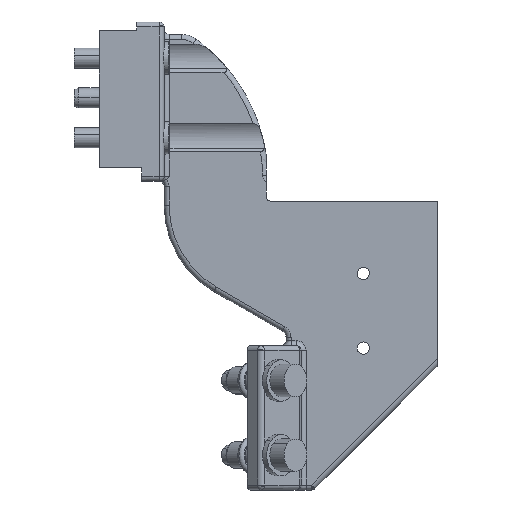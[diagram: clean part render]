
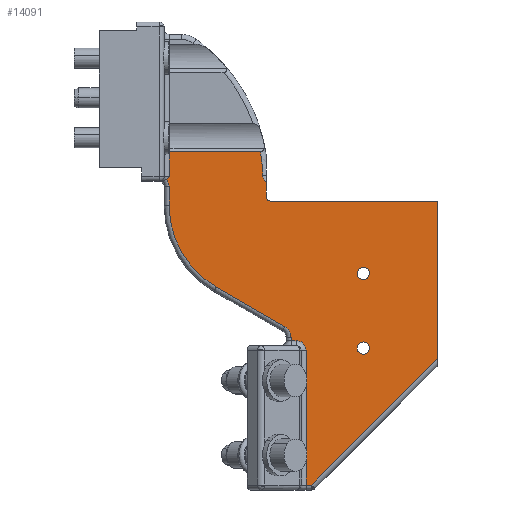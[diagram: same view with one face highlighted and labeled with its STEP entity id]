
A CAD part, front view. The second image highlights one B-rep face of the part: STEP entity #14091.
In plain terms, the highlighted planar face has unit normal (0, -1, 0).
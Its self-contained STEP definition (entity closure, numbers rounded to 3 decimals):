
#788=AXIS2_PLACEMENT_3D('Plane Axis2P3D',#785,#786,#787) ;
#12657=AXIS2_PLACEMENT_3D('Circle Axis2P3D',#12655,#12656,$) ;
#12719=AXIS2_PLACEMENT_3D('Circle Axis2P3D',#12717,#12718,$) ;
#12801=AXIS2_PLACEMENT_3D('Circle Axis2P3D',#12799,#12800,$) ;
#12849=AXIS2_PLACEMENT_3D('Circle Axis2P3D',#12847,#12848,$) ;
#12907=AXIS2_PLACEMENT_3D('Circle Axis2P3D',#12905,#12906,$) ;
#12965=AXIS2_PLACEMENT_3D('Circle Axis2P3D',#12963,#12964,$) ;
#13367=AXIS2_PLACEMENT_3D('Circle Axis2P3D',#13365,#13366,$) ;
#13398=AXIS2_PLACEMENT_3D('Circle Axis2P3D',#13396,#13397,$) ;
#13429=AXIS2_PLACEMENT_3D('Circle Axis2P3D',#13427,#13428,$) ;
#13460=AXIS2_PLACEMENT_3D('Circle Axis2P3D',#13458,#13459,$) ;
#13531=AXIS2_PLACEMENT_3D('Circle Axis2P3D',#13529,#13530,$) ;
#785=CARTESIAN_POINT('Axis2P3D Location',(0.,-8.,0.)) ;
#11251=CARTESIAN_POINT('Vertex',(29.,-8.,16.)) ;
#11359=CARTESIAN_POINT('Vertex',(35.,-8.,-42.)) ;
#12397=CARTESIAN_POINT('Vertex',(37.172,-8.,-42.)) ;
#12610=CARTESIAN_POINT('Vertex',(-20.,-8.,91.843)) ;
#12613=CARTESIAN_POINT('Line Origine',(-22.1,-8.,91.843)) ;
#12617=CARTESIAN_POINT('Vertex',(16.724,-8.,91.843)) ;
#12652=CARTESIAN_POINT('Vertex',(-20.,-8.,78.)) ;
#12655=CARTESIAN_POINT('Axis2P3D Location',(-24.,-8.,78.)) ;
#12659=CARTESIAN_POINT('Vertex',(-21.223,-8.,80.878)) ;
#12684=CARTESIAN_POINT('Control Point',(-21.223,-8.,80.878)) ;
#12685=CARTESIAN_POINT('Control Point',(-20.865,-8.,81.154)) ;
#12686=CARTESIAN_POINT('Control Point',(-20.561,-8.,81.44)) ;
#12687=CARTESIAN_POINT('Control Point',(-20.28,-8.,81.72)) ;
#12688=CARTESIAN_POINT('Control Point',(-20.,-8.,82.)) ;
#12689=CARTESIAN_POINT('Vertex',(-20.,-8.,82.)) ;
#12705=CARTESIAN_POINT('Line Origine',(-20.,-8.,46.5)) ;
#12717=CARTESIAN_POINT('Axis2P3D Location',(-50.324,-8.,80.5)) ;
#12721=CARTESIAN_POINT('Vertex',(17.65,-8.,82.389)) ;
#12772=CARTESIAN_POINT('Vertex',(-20.,-8.,70.384)) ;
#12775=CARTESIAN_POINT('Line Origine',(-20.,-8.,46.5)) ;
#12796=CARTESIAN_POINT('Vertex',(-1.,-8.,37.475)) ;
#12799=CARTESIAN_POINT('Axis2P3D Location',(18.,-8.,70.384)) ;
#12820=CARTESIAN_POINT('Vertex',(26.5,-8.,21.598)) ;
#12823=CARTESIAN_POINT('Line Origine',(32.,-8.,18.423)) ;
#12844=CARTESIAN_POINT('Vertex',(29.,-8.,17.268)) ;
#12847=CARTESIAN_POINT('Axis2P3D Location',(24.,-8.,17.268)) ;
#12864=CARTESIAN_POINT('Line Origine',(29.,-8.,46.5)) ;
#12881=CARTESIAN_POINT('Line Origine',(33.389,-8.,16.)) ;
#12885=CARTESIAN_POINT('Vertex',(31.,-8.,16.)) ;
#12905=CARTESIAN_POINT('Axis2P3D Location',(31.,-8.,12.)) ;
#12909=CARTESIAN_POINT('Vertex',(35.,-8.,12.)) ;
#12929=CARTESIAN_POINT('Line Origine',(35.,-8.,46.5)) ;
#12946=CARTESIAN_POINT('Line Origine',(33.389,-8.,-42.)) ;
#12963=CARTESIAN_POINT('Axis2P3D Location',(21.649,-8.,82.5)) ;
#12967=CARTESIAN_POINT('Vertex',(19.,-8.,79.503)) ;
#13360=CARTESIAN_POINT('Vertex',(60.158,-8.,44.179)) ;
#13365=CARTESIAN_POINT('Axis2P3D Location',(58.,-8.,43.)) ;
#13369=CARTESIAN_POINT('Vertex',(55.842,-8.,41.821)) ;
#13396=CARTESIAN_POINT('Axis2P3D Location',(58.,-8.,43.)) ;
#13422=CARTESIAN_POINT('Vertex',(60.158,-8.,14.179)) ;
#13427=CARTESIAN_POINT('Axis2P3D Location',(58.,-8.,13.)) ;
#13431=CARTESIAN_POINT('Vertex',(55.842,-8.,11.821)) ;
#13458=CARTESIAN_POINT('Axis2P3D Location',(58.,-8.,13.)) ;
#13487=CARTESIAN_POINT('Line Origine',(19.,-8.,76.751)) ;
#13491=CARTESIAN_POINT('Vertex',(19.,-8.,74.)) ;
#13521=CARTESIAN_POINT('Vertex',(21.,-8.,72.)) ;
#13529=CARTESIAN_POINT('Axis2P3D Location',(21.,-8.,74.)) ;
#13907=CARTESIAN_POINT('Vertex',(88.,-8.,8.828)) ;
#13910=CARTESIAN_POINT('Line Origine',(54.408,-8.,-24.764)) ;
#14049=CARTESIAN_POINT('Line Origine',(88.,-8.,40.414)) ;
#14053=CARTESIAN_POINT('Vertex',(88.,-8.,72.)) ;
#14056=CARTESIAN_POINT('Line Origine',(54.5,-8.,72.)) ;
#786=DIRECTION('Axis2P3D Direction',(0.,1.,-0.)) ;
#787=DIRECTION('Axis2P3D XDirection',(-1.,0.,0.)) ;
#12614=DIRECTION('Vector Direction',(-1.,0.,0.)) ;
#12656=DIRECTION('Axis2P3D Direction',(0.,1.,0.)) ;
#12706=DIRECTION('Vector Direction',(0.,0.,1.)) ;
#12718=DIRECTION('Axis2P3D Direction',(-0.,1.,0.)) ;
#12776=DIRECTION('Vector Direction',(0.,0.,-1.)) ;
#12800=DIRECTION('Axis2P3D Direction',(0.,1.,0.)) ;
#12824=DIRECTION('Vector Direction',(0.866,0.,-0.5)) ;
#12848=DIRECTION('Axis2P3D Direction',(-0.,1.,0.)) ;
#12865=DIRECTION('Vector Direction',(0.,0.,-1.)) ;
#12882=DIRECTION('Vector Direction',(-1.,0.,0.)) ;
#12906=DIRECTION('Axis2P3D Direction',(0.,-1.,0.)) ;
#12930=DIRECTION('Vector Direction',(0.,0.,1.)) ;
#12947=DIRECTION('Vector Direction',(-1.,0.,0.)) ;
#12964=DIRECTION('Axis2P3D Direction',(0.,1.,0.)) ;
#13366=DIRECTION('Axis2P3D Direction',(0.,-1.,0.)) ;
#13397=DIRECTION('Axis2P3D Direction',(0.,-1.,0.)) ;
#13428=DIRECTION('Axis2P3D Direction',(0.,-1.,0.)) ;
#13459=DIRECTION('Axis2P3D Direction',(0.,-1.,0.)) ;
#13488=DIRECTION('Vector Direction',(0.,0.,-1.)) ;
#13530=DIRECTION('Axis2P3D Direction',(0.,1.,0.)) ;
#13911=DIRECTION('Vector Direction',(0.707,0.,0.707)) ;
#14050=DIRECTION('Vector Direction',(0.,0.,1.)) ;
#14057=DIRECTION('Vector Direction',(-1.,0.,0.)) ;
#12615=VECTOR('Line Direction',#12614,1.) ;
#12707=VECTOR('Line Direction',#12706,1.) ;
#12777=VECTOR('Line Direction',#12776,1.) ;
#12825=VECTOR('Line Direction',#12824,1.) ;
#12866=VECTOR('Line Direction',#12865,1.) ;
#12883=VECTOR('Line Direction',#12882,1.) ;
#12931=VECTOR('Line Direction',#12930,1.) ;
#12948=VECTOR('Line Direction',#12947,1.) ;
#13489=VECTOR('Line Direction',#13488,1.) ;
#13912=VECTOR('Line Direction',#13911,1.) ;
#14051=VECTOR('Line Direction',#14050,1.) ;
#14058=VECTOR('Line Direction',#14057,1.) ;
#14062=ORIENTED_EDGE('',*,*,#12619,.T.) ;
#14063=ORIENTED_EDGE('',*,*,#12709,.F.) ;
#14064=ORIENTED_EDGE('',*,*,#12691,.F.) ;
#14065=ORIENTED_EDGE('',*,*,#12661,.F.) ;
#14066=ORIENTED_EDGE('',*,*,#12779,.F.) ;
#14067=ORIENTED_EDGE('',*,*,#12803,.F.) ;
#14068=ORIENTED_EDGE('',*,*,#12827,.F.) ;
#14069=ORIENTED_EDGE('',*,*,#12851,.F.) ;
#14070=ORIENTED_EDGE('',*,*,#12868,.F.) ;
#14071=ORIENTED_EDGE('',*,*,#12887,.F.) ;
#14072=ORIENTED_EDGE('',*,*,#12911,.F.) ;
#14073=ORIENTED_EDGE('',*,*,#12933,.F.) ;
#14074=ORIENTED_EDGE('',*,*,#12950,.T.) ;
#14075=ORIENTED_EDGE('',*,*,#13914,.F.) ;
#14076=ORIENTED_EDGE('',*,*,#14055,.F.) ;
#14077=ORIENTED_EDGE('',*,*,#14060,.F.) ;
#14078=ORIENTED_EDGE('',*,*,#13533,.T.) ;
#14079=ORIENTED_EDGE('',*,*,#13493,.F.) ;
#14080=ORIENTED_EDGE('',*,*,#12969,.F.) ;
#14081=ORIENTED_EDGE('',*,*,#12723,.F.) ;
#14084=ORIENTED_EDGE('',*,*,#13400,.T.) ;
#14085=ORIENTED_EDGE('',*,*,#13371,.T.) ;
#14088=ORIENTED_EDGE('',*,*,#13462,.T.) ;
#14089=ORIENTED_EDGE('',*,*,#13433,.T.) ;
#14086=FACE_BOUND('',#14083,.T.) ;
#14090=FACE_BOUND('',#14087,.T.) ;
#14091=ADVANCED_FACE('Brep With Voids',(#14082,#14086,#14090),#789,.F.) ;
#12683=B_SPLINE_CURVE_WITH_KNOTS('',4,(#12684,#12685,#12686,#12687,#12688),.UNSPECIFIED.,.F.,.U.,(5,5),(0.,2.996),.UNSPECIFIED.) ;
#12658=CIRCLE('generated circle',#12657,4.) ;
#12720=CIRCLE('generated circle',#12719,68.) ;
#12802=CIRCLE('generated circle',#12801,38.) ;
#12850=CIRCLE('generated circle',#12849,5.) ;
#12908=CIRCLE('generated circle',#12907,4.) ;
#12966=CIRCLE('generated circle',#12965,4.) ;
#13368=CIRCLE('generated circle',#13367,2.459) ;
#13399=CIRCLE('generated circle',#13398,2.459) ;
#13430=CIRCLE('generated circle',#13429,2.459) ;
#13461=CIRCLE('generated circle',#13460,2.459) ;
#13532=CIRCLE('generated circle',#13531,2.) ;
#12619=EDGE_CURVE('',#12618,#12611,#12616,.T.) ;
#12661=EDGE_CURVE('',#12653,#12660,#12658,.F.) ;
#12691=EDGE_CURVE('',#12660,#12690,#12683,.T.) ;
#12709=EDGE_CURVE('',#12690,#12611,#12708,.T.) ;
#12723=EDGE_CURVE('',#12618,#12722,#12720,.T.) ;
#12779=EDGE_CURVE('',#12773,#12653,#12778,.F.) ;
#12803=EDGE_CURVE('',#12797,#12773,#12802,.T.) ;
#12827=EDGE_CURVE('',#12821,#12797,#12826,.F.) ;
#12851=EDGE_CURVE('',#12845,#12821,#12850,.F.) ;
#12868=EDGE_CURVE('',#11252,#12845,#12867,.F.) ;
#12887=EDGE_CURVE('',#12886,#11252,#12884,.T.) ;
#12911=EDGE_CURVE('',#12910,#12886,#12908,.T.) ;
#12933=EDGE_CURVE('',#11360,#12910,#12932,.T.) ;
#12950=EDGE_CURVE('',#11360,#12398,#12949,.F.) ;
#12969=EDGE_CURVE('',#12722,#12968,#12966,.F.) ;
#13371=EDGE_CURVE('',#13370,#13361,#13368,.F.) ;
#13400=EDGE_CURVE('',#13361,#13370,#13399,.F.) ;
#13433=EDGE_CURVE('',#13432,#13423,#13430,.F.) ;
#13462=EDGE_CURVE('',#13423,#13432,#13461,.F.) ;
#13493=EDGE_CURVE('',#12968,#13492,#13490,.T.) ;
#13533=EDGE_CURVE('',#13522,#13492,#13532,.T.) ;
#13914=EDGE_CURVE('',#13908,#12398,#13913,.F.) ;
#14055=EDGE_CURVE('',#14054,#13908,#14052,.F.) ;
#14060=EDGE_CURVE('',#13522,#14054,#14059,.F.) ;
#14061=EDGE_LOOP('',(#14062,#14063,#14064,#14065,#14066,#14067,#14068,#14069,#14070,#14071,#14072,#14073,#14074,#14075,#14076,#14077,#14078,#14079,#14080,#14081)) ;
#14083=EDGE_LOOP('',(#14084,#14085)) ;
#14087=EDGE_LOOP('',(#14088,#14089)) ;
#14082=FACE_OUTER_BOUND('',#14061,.T.) ;
#12616=LINE('Line',#12613,#12615) ;
#12708=LINE('Line',#12705,#12707) ;
#12778=LINE('Line',#12775,#12777) ;
#12826=LINE('Line',#12823,#12825) ;
#12867=LINE('Line',#12864,#12866) ;
#12884=LINE('Line',#12881,#12883) ;
#12932=LINE('Line',#12929,#12931) ;
#12949=LINE('Line',#12946,#12948) ;
#13490=LINE('Line',#13487,#13489) ;
#13913=LINE('Line',#13910,#13912) ;
#14052=LINE('Line',#14049,#14051) ;
#14059=LINE('Line',#14056,#14058) ;
#789=PLANE('',#788) ;
#11252=VERTEX_POINT('',#11251) ;
#11360=VERTEX_POINT('',#11359) ;
#12398=VERTEX_POINT('',#12397) ;
#12611=VERTEX_POINT('',#12610) ;
#12618=VERTEX_POINT('',#12617) ;
#12653=VERTEX_POINT('',#12652) ;
#12660=VERTEX_POINT('',#12659) ;
#12690=VERTEX_POINT('',#12689) ;
#12722=VERTEX_POINT('',#12721) ;
#12773=VERTEX_POINT('',#12772) ;
#12797=VERTEX_POINT('',#12796) ;
#12821=VERTEX_POINT('',#12820) ;
#12845=VERTEX_POINT('',#12844) ;
#12886=VERTEX_POINT('',#12885) ;
#12910=VERTEX_POINT('',#12909) ;
#12968=VERTEX_POINT('',#12967) ;
#13361=VERTEX_POINT('',#13360) ;
#13370=VERTEX_POINT('',#13369) ;
#13423=VERTEX_POINT('',#13422) ;
#13432=VERTEX_POINT('',#13431) ;
#13492=VERTEX_POINT('',#13491) ;
#13522=VERTEX_POINT('',#13521) ;
#13908=VERTEX_POINT('',#13907) ;
#14054=VERTEX_POINT('',#14053) ;
